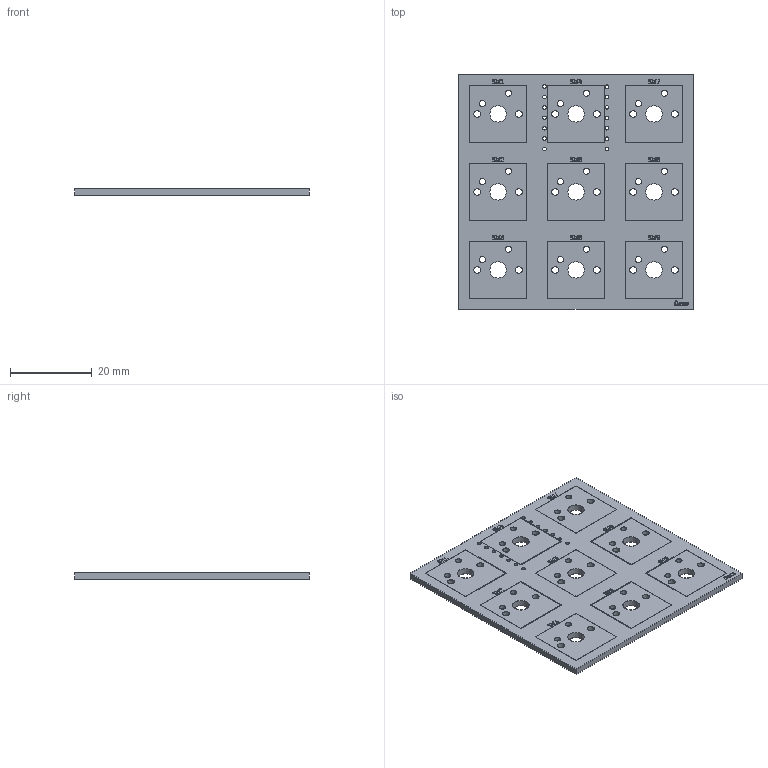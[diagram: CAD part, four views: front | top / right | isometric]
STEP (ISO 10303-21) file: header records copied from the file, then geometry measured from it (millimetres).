
FILE_DESCRIPTION(('KiCad electronic assembly'),'2;1');
FILE_NAME('Keeb.step','2025-12-21T12:05:04',('Pcbnew'),('Kicad'), 'Open CASCADE STEP processor 7.9','KiCad to STEP converter','Unknown' );
FILE_SCHEMA(('AUTOMOTIVE_DESIGN { 1 0 10303 214 1 1 1 1 }'));
Length unit declared in the file: millimetre
Products named in the file (6): Keeb 1; Keeb_silkscreen; Keeb_soldermask; Keeb_PCB
Assembly tree (5 placements, depth 2):
  Keeb 1
    Keeb_silkscreen
    Keeb_silkscreen
    Keeb_soldermask
    Keeb_soldermask
    Keeb_PCB
Bounding box: 57.34 x 57.34 x 1.66 mm (x, y, z)
Volume: 4671.1 mm3; surface area: 13316.5 mm2
Topology: 1 solids, 54 shells, 118 faces, 1279 edges, 1216 vertices
Faces by surface type: plane 59, cylinder 59
Full cylindrical faces by diameter (mm): 0.889 x14, 1.5 x18, 1.7 x18, 4 x9
Entity records: 12944 total; most frequent: CARTESIAN_POINT 2619, DIRECTION 2016, ORIENTED_EDGE 1468, EDGE_CURVE 1279, VERTEX_POINT 1216, LINE 790, VECTOR 790, AXIS2_PLACEMENT_3D 613
